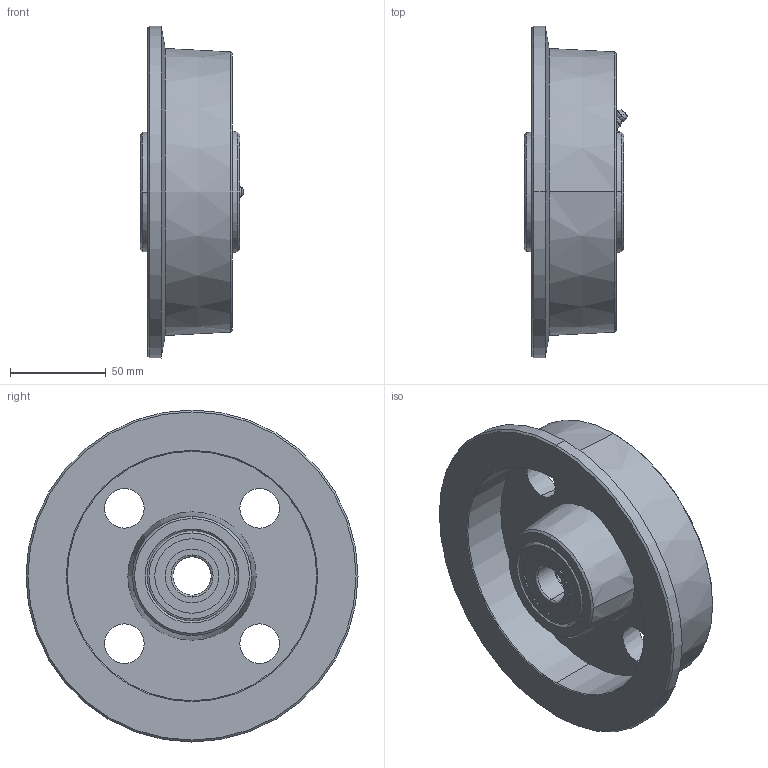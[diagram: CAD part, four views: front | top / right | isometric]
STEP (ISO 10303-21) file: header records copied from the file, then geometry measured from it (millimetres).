
FILE_DESCRIPTION (( 'STEP AP214' ), '1' );
FILE_NAME ('0023943_SPG-150-44-52-K20_(A-01).step', '2019-03-20T15:05:30', ( '' ), ( '' ), 'SwSTEP 2.0', 'SolidWorks 2018', '' );
FILE_SCHEMA (( 'AUTOMOTIVE_DESIGN' ));
Length unit declared in the file: millimetre
Products named in the file (1): 0023943_SPG-150-44-52-K20_(A-01)
Bounding box: 54.08 x 173.5 x 173.5 mm (x, y, z)
Volume: 470898.8 mm3; surface area: 116623.5 mm2
Topology: 14 solids, 14 shells, 186 faces, 403 edges, 247 vertices
Faces by surface type: cylinder 58, plane 46, cone 42, torus 36, sphere 4
Entity records: 7469 total; most frequent: DIRECTION 1007, CARTESIAN_POINT 986, ORIENTED_EDGE 798, AXIS2_PLACEMENT_3D 440, EDGE_CURVE 399, CIRCLE 253, VERTEX_POINT 245, EDGE_LOOP 222
